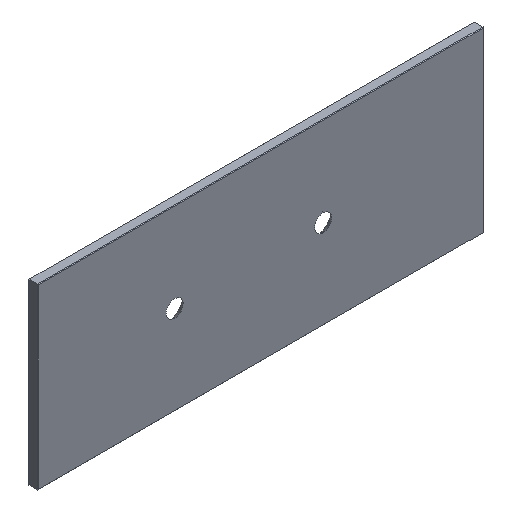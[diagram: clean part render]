
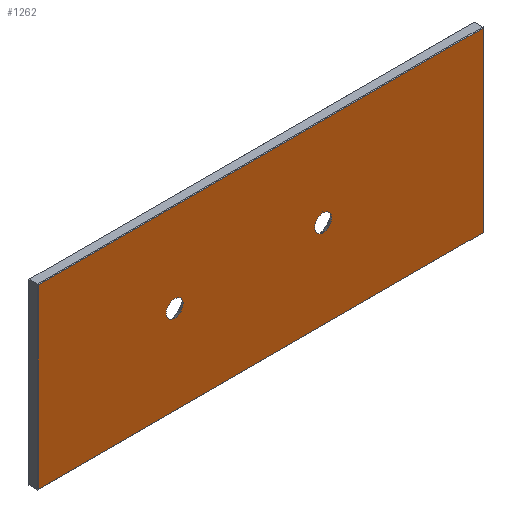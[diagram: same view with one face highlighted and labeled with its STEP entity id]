
A CAD part, isometric view. The second image highlights one B-rep face of the part: STEP entity #1262.
In plain terms, the highlighted planar face has unit normal (0, -1, 0).
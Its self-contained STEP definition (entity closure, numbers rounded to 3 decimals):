
#57=DIRECTION('',(1.,0.,0.));
#58=VECTOR('',#57,149.6);
#59=CARTESIAN_POINT('',(0.2,-2.,29.8));
#60=LINE('',#59,#58);
#64=DIRECTION('',(0.,0.,1.));
#65=VECTOR('',#64,59.6);
#66=CARTESIAN_POINT('',(0.2,-2.,-29.8));
#67=LINE('',#66,#65);
#85=CARTESIAN_POINT('',(45.999,-2.,0.));
#86=DIRECTION('',(0.,1.,0.));
#87=DIRECTION('',(0.,0.,-1.));
#88=AXIS2_PLACEMENT_3D('',#85,#86,#87);
#93=CARTESIAN_POINT('',(45.999,-2.,0.));
#94=DIRECTION('',(0.,1.,0.));
#95=DIRECTION('',(0.,0.,1.));
#96=AXIS2_PLACEMENT_3D('',#93,#94,#95);
#101=CARTESIAN_POINT('',(95.999,-2.,0.));
#102=DIRECTION('',(0.,1.,0.));
#103=DIRECTION('',(0.,0.,-1.));
#104=AXIS2_PLACEMENT_3D('',#101,#102,#103);
#109=CARTESIAN_POINT('',(95.999,-2.,0.));
#110=DIRECTION('',(0.,1.,0.));
#111=DIRECTION('',(0.,0.,1.));
#112=AXIS2_PLACEMENT_3D('',#109,#110,#111);
#131=DIRECTION('',(0.,0.,-1.));
#132=VECTOR('',#131,59.6);
#133=CARTESIAN_POINT('',(149.8,-2.,29.8));
#134=LINE('',#133,#132);
#1023=DIRECTION('',(-1.,0.,0.));
#1024=VECTOR('',#1023,149.6);
#1025=CARTESIAN_POINT('',(149.8,-2.,-29.8));
#1026=LINE('',#1025,#1024);
#1030=CARTESIAN_POINT('',(0.2,-2.,-29.8));
#1031=CARTESIAN_POINT('',(0.2,-2.,29.8));
#1032=VERTEX_POINT('',#1030);
#1033=VERTEX_POINT('',#1031);
#1066=CARTESIAN_POINT('',(149.8,-2.,29.8));
#1067=VERTEX_POINT('',#1066);
#1118=CARTESIAN_POINT('',(149.8,-2.,-29.8));
#1120=VERTEX_POINT('',#1118);
#1190=CARTESIAN_POINT('',(95.999,-2.,2.85));
#1192=VERTEX_POINT('',#1190);
#1194=CARTESIAN_POINT('',(95.999,-2.,-2.85));
#1196=VERTEX_POINT('',#1194);
#1198=CARTESIAN_POINT('',(45.999,-2.,2.85));
#1200=VERTEX_POINT('',#1198);
#1202=CARTESIAN_POINT('',(45.999,-2.,-2.85));
#1204=VERTEX_POINT('',#1202);
#1237=CARTESIAN_POINT('',(150.,-2.,-30.));
#1238=DIRECTION('',(0.,-1.,0.));
#1239=DIRECTION('',(0.,0.,-1.));
#1240=AXIS2_PLACEMENT_3D('',#1237,#1238,#1239);
#1241=PLANE('',#1240);
#1242=ORIENTED_EDGE('',*,*,#1228,.T.);
#1243=ORIENTED_EDGE('',*,*,#1217,.T.);
#1245=ORIENTED_EDGE('',*,*,#1244,.T.);
#1247=ORIENTED_EDGE('',*,*,#1246,.T.);
#1248=EDGE_LOOP('',(#1242,#1243,#1245,#1247));
#1249=FACE_OUTER_BOUND('',#1248,.F.);
#1251=ORIENTED_EDGE('',*,*,#1250,.F.);
#1253=ORIENTED_EDGE('',*,*,#1252,.F.);
#1254=EDGE_LOOP('',(#1251,#1253));
#1255=FACE_BOUND('',#1254,.F.);
#1257=ORIENTED_EDGE('',*,*,#1256,.F.);
#1259=ORIENTED_EDGE('',*,*,#1258,.F.);
#1260=EDGE_LOOP('',(#1257,#1259));
#1261=FACE_BOUND('',#1260,.F.);
#1262=ADVANCED_FACE('',(#1249,#1255,#1261),#1241,.T.);
#89=CIRCLE('',#88,2.85);
#97=CIRCLE('',#96,2.85);
#105=CIRCLE('',#104,2.85);
#113=CIRCLE('',#112,2.85);
#1217=EDGE_CURVE('',#1033,#1067,#60,.T.);
#1228=EDGE_CURVE('',#1032,#1033,#67,.T.);
#1244=EDGE_CURVE('',#1067,#1120,#134,.T.);
#1246=EDGE_CURVE('',#1120,#1032,#1026,.T.);
#1250=EDGE_CURVE('',#1204,#1200,#89,.T.);
#1252=EDGE_CURVE('',#1200,#1204,#97,.T.);
#1256=EDGE_CURVE('',#1196,#1192,#105,.T.);
#1258=EDGE_CURVE('',#1192,#1196,#113,.T.);
